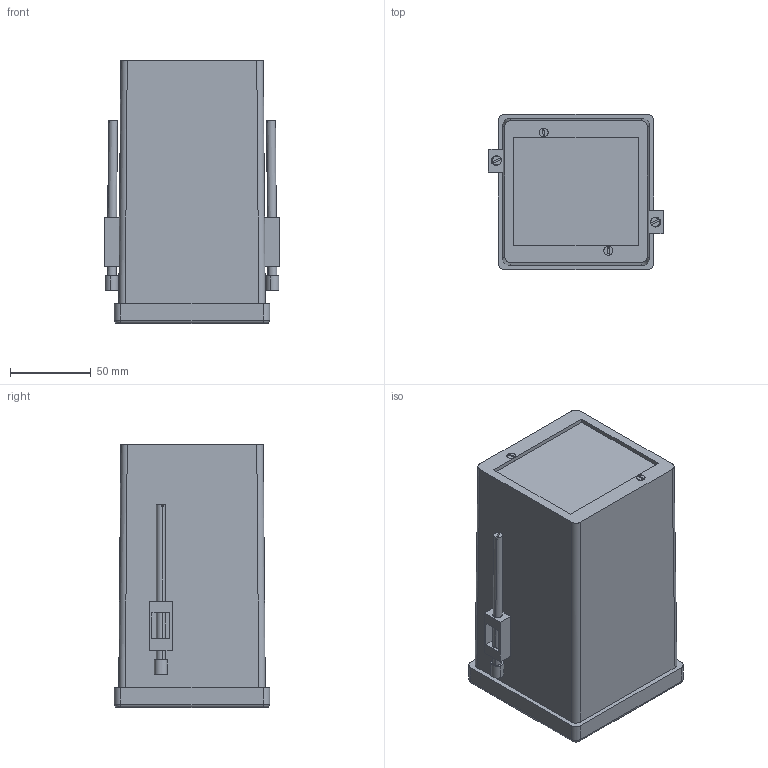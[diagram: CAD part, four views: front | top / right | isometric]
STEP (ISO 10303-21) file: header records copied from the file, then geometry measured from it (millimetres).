
FILE_DESCRIPTION (( 'STEP AP214' ), '1' );
FILE_NAME ('IC-150-03.STEP', '2022-01-17T14:32:39', ( '' ), ( '' ), 'SwSTEP 2.0', 'SolidWorks 2017', '' );
FILE_SCHEMA (( 'AUTOMOTIVE_DESIGN' ));
Length unit declared in the file: millimetre
Products named in the file (38): Front Plate FP-96-00; Clamp-Metal-110; Screw-Countershank-Small; IC-150-03; Metal Plate MPL-150; Clamp-Plastic-2; Clamp-Plastic-1; Screw-Countershank; Back Plate BP-96-00; BrassInsert; BP-96-00; Clamp-110; Case IC-150; Angels MAG-150
Assembly tree (24 placements, depth 3):
  Front Plate FP-96-00
  Clamp-Metal-110
  Screw-Countershank-Small
  IC-150-03
    Case IC-150
    Clamp-110  x2
      Clamp-Plastic-1
      Clamp-Metal-110
      Clamp-Plastic-2
    Back Plate BP-96-00
      BP-96-00
      BrassInsert  x2
    Front Plate FP-96-00
    Angels MAG-150  x2
    Metal Plate MPL-150
    Screw-Countershank-Small  x8
    Screw-Countershank  x2
  Clamp-Plastic-1
Bounding box: 108.12 x 96 x 162.5 mm (x, y, z)
Volume: 188732 mm3; surface area: 198727.1 mm2
Topology: 24 solids, 24 shells, 527 faces, 1296 edges, 842 vertices
Faces by surface type: plane 301, cylinder 178, cone 44, torus 4
Entity records: 10514 total; most frequent: CARTESIAN_POINT 1704, DIRECTION 1704, ORIENTED_EDGE 1588, EDGE_CURVE 794, AXIS2_PLACEMENT_3D 578, VECTOR 548, LINE 548, VERTEX_POINT 514
